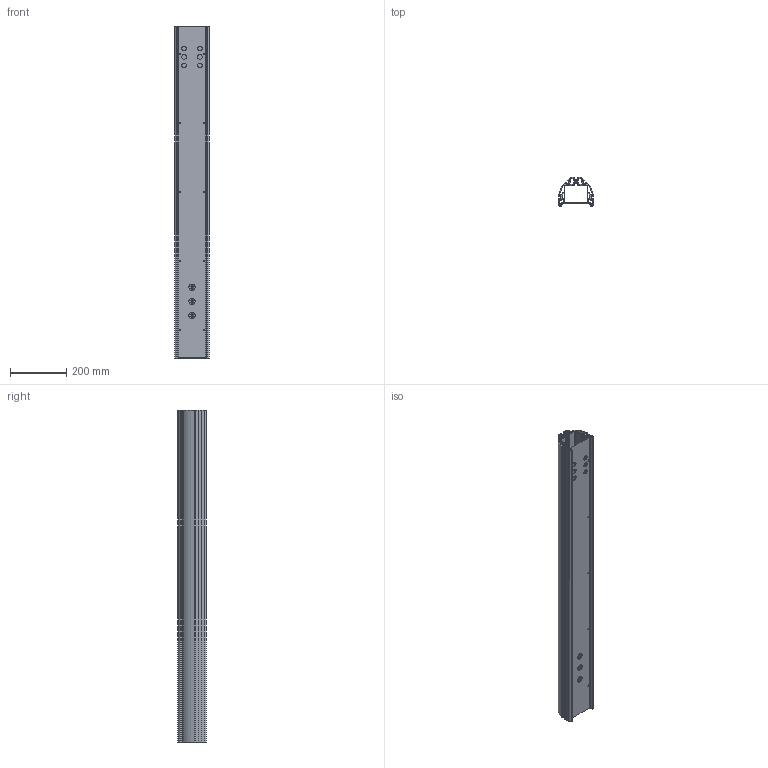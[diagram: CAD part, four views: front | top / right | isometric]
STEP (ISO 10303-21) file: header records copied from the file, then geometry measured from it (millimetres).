
FILE_DESCRIPTION((''),'2;1');
FILE_NAME('DB007223_MONTAGESAEULE_KPL_ASM','2012-10-26T',('staeubert'),(''),'PRO/ENGINEER BY PARAMETRIC TECHNOLOGY CORPORATION, 2007250','PRO/ENGINEER BY PARAMETRIC TECHNOLOGY CORPORATION, 2007250','');
FILE_SCHEMA(('CONFIG_CONTROL_DESIGN'));
Length unit declared in the file: millimetre
Products named in the file (4): DB007109_BODENSAEULE_S_1180; DB007224_ZIERBLECH_OMH_1179; DB007307_GEWINDEST_DIN913_M4X16; DB007223_MONTAGESAEULE_KPL_ASM
Assembly tree (12 placements, depth 2):
  DB007223_MONTAGESAEULE_KPL_ASM
    DB007109_BODENSAEULE_S_1180
    DB007224_ZIERBLECH_OMH_1179
    DB007307_GEWINDEST_DIN913_M4X16  x10
Bounding box: 123.1 x 102.1 x 1180 mm (x, y, z)
Volume: 2256859.2 mm3; surface area: 1602615.8 mm2
Topology: 12 solids, 12 shells, 614 faces, 1644 edges, 1046 vertices
Faces by surface type: plane 338, cylinder 216, cone 60
Entity records: 14269 total; most frequent: CARTESIAN_POINT 2714, ORIENTED_EDGE 2420, DIRECTION 2400, EDGE_CURVE 1210, AXIS2_PLACEMENT_3D 818, VERTEX_POINT 803, VECTOR 764, LINE 764
